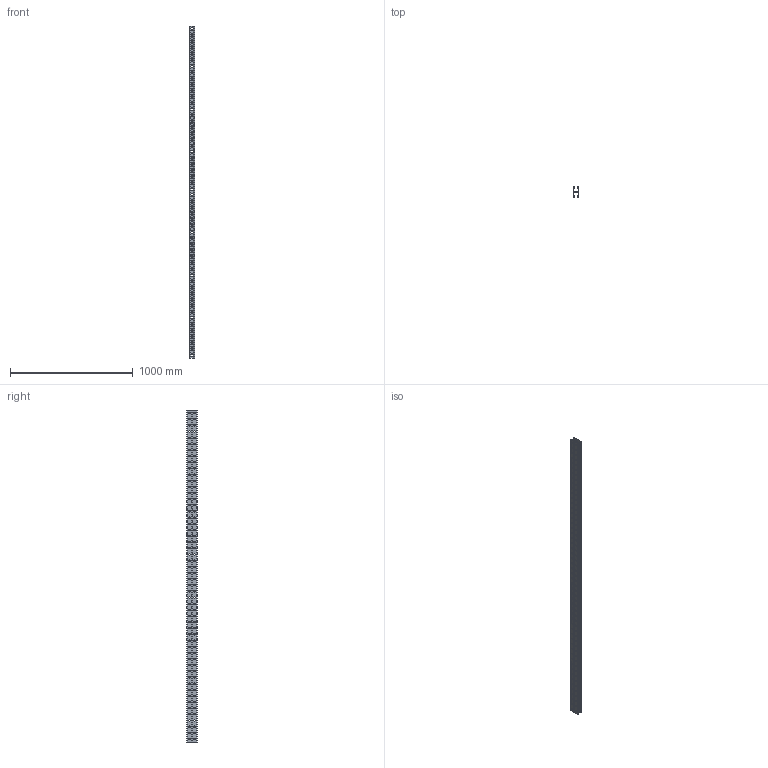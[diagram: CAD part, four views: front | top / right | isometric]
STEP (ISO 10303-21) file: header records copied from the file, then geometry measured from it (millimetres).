
FILE_DESCRIPTION (( 'STEP AP203' ), '1' );
FILE_NAME ('Äâîéíîé STRUT-ïðîôèëü_h41-L2700.step', '2022-01-25T08:26:26', ( '' ), ( '' ), 'SwSTEP 2.0', 'SolidWorks 2017', '' );
FILE_SCHEMA (( 'CONFIG_CONTROL_DESIGN' ));
Length unit declared in the file: millimetre
Products named in the file (2): STRUT-镳铘桦黖h41-2700; Äâîéíîé STRUT-ïðîôèëü_h41-L2700
Assembly tree (2 placements, depth 2):
  Äâîéíîé STRUT-ïðîôèëü_h41-L2700
    STRUT-镳铘桦黖h41-2700  x2
Bounding box: 41 x 82 x 2700 mm (x, y, z)
Volume: 1656078.8 mm3; surface area: 1419522.7 mm2
Topology: 2 solids, 2 shells, 4592 faces, 13716 edges, 9128 vertices
Faces by surface type: plane 3932, cylinder 660
Entity records: 77046 total; most frequent: CARTESIAN_POINT 13723, ORIENTED_EDGE 13716, DIRECTION 12120, EDGE_CURVE 6858, VECTOR 6198, LINE 6198, VERTEX_POINT 4564, AXIS2_PLACEMENT_3D 2961
